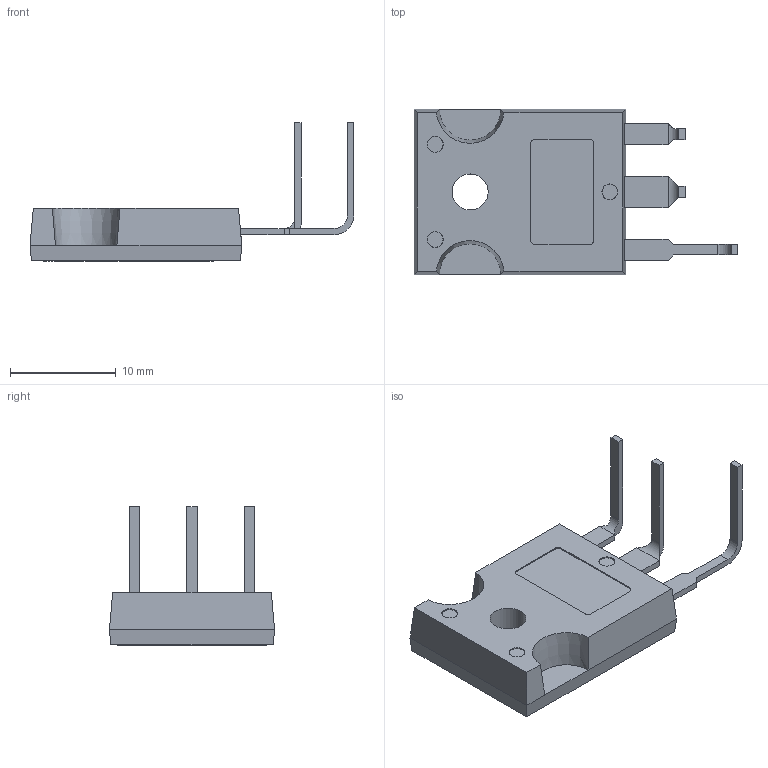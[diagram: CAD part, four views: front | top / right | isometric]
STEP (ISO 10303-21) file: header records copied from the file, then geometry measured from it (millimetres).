
FILE_DESCRIPTION(/* description */ (''),/* implementation_level */ '2;1');
FILE_NAME(/* name */ 'mosf.step',/* time_stamp */ '2020-01-18T15:39:08+03:00',/* author */ (''),/* organization */ (''),/* preprocessor_version */ 'ST-DEVELOPER v18',/* originating_system */ 'Autodesk Translation Framework v8.12.0.6',/* authorisation */ '');
FILE_SCHEMA (('AUTOMOTIVE_DESIGN { 1 0 10303 214 3 1 1 }'));
Length unit declared in the file: millimetre
Products named in the file (1): (Unsaved)
Bounding box: 30.6 x 15.6 x 13.1 mm (x, y, z)
Volume: 1403.2 mm3; surface area: 1203.5 mm2
Topology: 1 solids, 1 shells, 96 faces, 251 edges, 166 vertices
Faces by surface type: plane 77, cylinder 10, cone 9
Full cylindrical faces by diameter (mm): 3.4 x1, 6 x1
Entity records: 3119 total; most frequent: CARTESIAN_POINT 562, ORIENTED_EDGE 502, DIRECTION 493, EDGE_CURVE 251, LINE 195, VECTOR 195, VERTEX_POINT 166, AXIS2_PLACEMENT_3D 149
